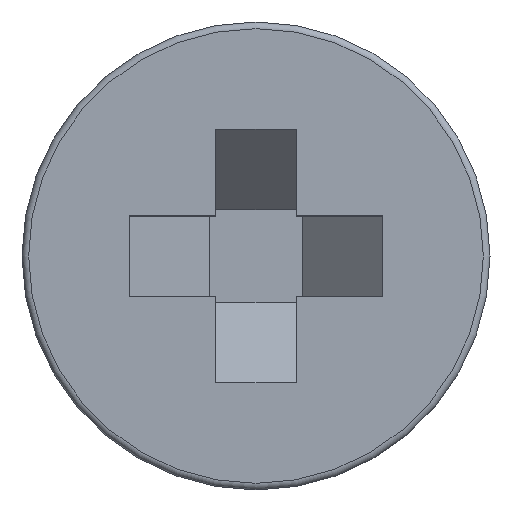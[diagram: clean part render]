
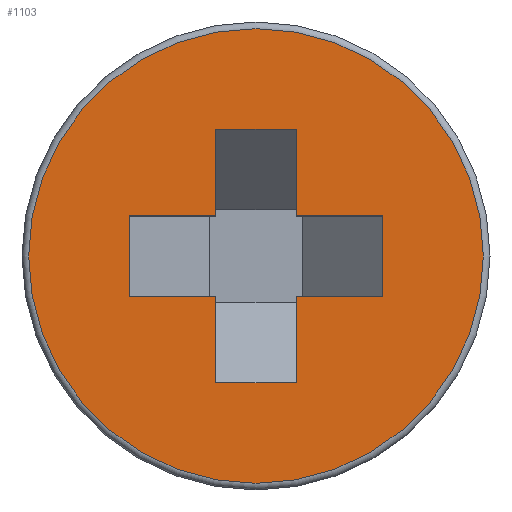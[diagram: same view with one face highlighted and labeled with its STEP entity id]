
A CAD part, top view. The second image highlights one B-rep face of the part: STEP entity #1103.
In plain terms, the highlighted planar face has unit normal (0, 0, 1).
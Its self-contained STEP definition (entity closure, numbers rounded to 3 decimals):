
#15=FACE_BOUND('',#158,.T.);
#39=PLANE('',#1183);
#98=FACE_OUTER_BOUND('',#157,.T.);
#157=EDGE_LOOP('',(#997));
#158=EDGE_LOOP('',(#998,#999,#1000,#1001,#1002,#1003,#1004,#1005,#1006,
#1007,#1008,#1009));
#165=CIRCLE('',#1179,1.704);
#281=LINE('',#3857,#363);
#297=LINE('',#3889,#379);
#303=LINE('',#3901,#385);
#309=LINE('',#3913,#391);
#312=LINE('',#3918,#394);
#313=LINE('',#3920,#395);
#315=LINE('',#3924,#397);
#316=LINE('',#3926,#398);
#317=LINE('',#3929,#399);
#319=LINE('',#3932,#401);
#320=LINE('',#3935,#402);
#322=LINE('',#3938,#404);
#363=VECTOR('',#1315,10.);
#379=VECTOR('',#1337,10.);
#385=VECTOR('',#1347,10.);
#391=VECTOR('',#1357,10.);
#394=VECTOR('',#1362,10.);
#395=VECTOR('',#1365,10.);
#397=VECTOR('',#1369,10.);
#398=VECTOR('',#1372,10.);
#399=VECTOR('',#1375,10.);
#401=VECTOR('',#1379,10.);
#402=VECTOR('',#1382,10.);
#404=VECTOR('',#1386,10.);
#486=VERTEX_POINT('',#3854);
#487=VERTEX_POINT('',#3856);
#499=VERTEX_POINT('',#3886);
#500=VERTEX_POINT('',#3888);
#503=VERTEX_POINT('',#3898);
#504=VERTEX_POINT('',#3900);
#507=VERTEX_POINT('',#3910);
#508=VERTEX_POINT('',#3912);
#509=VERTEX_POINT('',#3916);
#510=VERTEX_POINT('',#3922);
#511=VERTEX_POINT('',#3928);
#512=VERTEX_POINT('',#3934);
#513=VERTEX_POINT('',#3940);
#634=EDGE_CURVE('',#487,#486,#281,.T.);
#650=EDGE_CURVE('',#500,#499,#297,.T.);
#656=EDGE_CURVE('',#504,#503,#303,.T.);
#662=EDGE_CURVE('',#508,#507,#309,.T.);
#665=EDGE_CURVE('',#507,#509,#312,.T.);
#666=EDGE_CURVE('',#509,#504,#313,.T.);
#668=EDGE_CURVE('',#503,#510,#315,.T.);
#669=EDGE_CURVE('',#510,#500,#316,.T.);
#670=EDGE_CURVE('',#511,#508,#317,.T.);
#672=EDGE_CURVE('',#486,#511,#319,.T.);
#673=EDGE_CURVE('',#512,#487,#320,.T.);
#675=EDGE_CURVE('',#499,#512,#322,.T.);
#676=EDGE_CURVE('',#513,#513,#165,.T.);
#997=ORIENTED_EDGE('',*,*,#676,.F.);
#998=ORIENTED_EDGE('',*,*,#669,.T.);
#999=ORIENTED_EDGE('',*,*,#650,.T.);
#1000=ORIENTED_EDGE('',*,*,#675,.T.);
#1001=ORIENTED_EDGE('',*,*,#673,.T.);
#1002=ORIENTED_EDGE('',*,*,#634,.T.);
#1003=ORIENTED_EDGE('',*,*,#672,.T.);
#1004=ORIENTED_EDGE('',*,*,#670,.T.);
#1005=ORIENTED_EDGE('',*,*,#662,.T.);
#1006=ORIENTED_EDGE('',*,*,#665,.T.);
#1007=ORIENTED_EDGE('',*,*,#666,.T.);
#1008=ORIENTED_EDGE('',*,*,#656,.T.);
#1009=ORIENTED_EDGE('',*,*,#668,.T.);
#1103=ADVANCED_FACE('',(#98,#15),#39,.T.);
#1179=AXIS2_PLACEMENT_3D('',#3941,#1389,#1390);
#1183=AXIS2_PLACEMENT_3D('',#3947,#1398,#1399);
#1315=DIRECTION('',(1.,0.,0.));
#1337=DIRECTION('',(0.,1.,0.));
#1347=DIRECTION('',(-1.,0.,0.));
#1357=DIRECTION('',(0.,-1.,0.));
#1362=DIRECTION('',(1.,0.,0.));
#1365=DIRECTION('',(0.,-1.,0.));
#1369=DIRECTION('',(0.,-1.,0.));
#1372=DIRECTION('',(-1.,0.,0.));
#1375=DIRECTION('',(1.,0.,0.));
#1379=DIRECTION('',(0.,1.,0.));
#1382=DIRECTION('',(0.,1.,0.));
#1386=DIRECTION('',(-1.,0.,0.));
#1389=DIRECTION('center_axis',(0.,0.,-1.));
#1390=DIRECTION('ref_axis',(-1.,0.,0.));
#1398=DIRECTION('center_axis',(0.,0.,1.));
#1399=DIRECTION('ref_axis',(1.,0.,0.));
#3854=CARTESIAN_POINT('',(-0.3,0.3,0.));
#3856=CARTESIAN_POINT('',(-0.95,0.3,0.));
#3857=CARTESIAN_POINT('',(-0.475,0.3,0.));
#3886=CARTESIAN_POINT('',(-0.3,-0.3,0.));
#3888=CARTESIAN_POINT('',(-0.3,-0.95,0.));
#3889=CARTESIAN_POINT('',(-0.3,-0.475,0.));
#3898=CARTESIAN_POINT('',(0.3,-0.3,0.));
#3900=CARTESIAN_POINT('',(0.95,-0.3,0.));
#3901=CARTESIAN_POINT('',(0.475,-0.3,0.));
#3910=CARTESIAN_POINT('',(0.3,0.3,0.));
#3912=CARTESIAN_POINT('',(0.3,0.95,0.));
#3913=CARTESIAN_POINT('',(0.3,0.475,0.));
#3916=CARTESIAN_POINT('',(0.95,0.3,0.));
#3918=CARTESIAN_POINT('',(0.15,0.3,0.));
#3920=CARTESIAN_POINT('',(0.95,0.15,0.));
#3922=CARTESIAN_POINT('',(0.3,-0.95,0.));
#3924=CARTESIAN_POINT('',(0.3,-0.15,0.));
#3926=CARTESIAN_POINT('',(0.15,-0.95,0.));
#3928=CARTESIAN_POINT('',(-0.3,0.95,0.));
#3929=CARTESIAN_POINT('',(-0.15,0.95,0.));
#3932=CARTESIAN_POINT('',(-0.3,0.15,0.));
#3934=CARTESIAN_POINT('',(-0.95,-0.3,0.));
#3935=CARTESIAN_POINT('',(-0.95,-0.15,0.));
#3938=CARTESIAN_POINT('',(-0.15,-0.3,0.));
#3940=CARTESIAN_POINT('',(-1.704,0.,0.));
#3941=CARTESIAN_POINT('Origin',(0.,0.,0.));
#3947=CARTESIAN_POINT('Origin',(0.,0.,0.));
